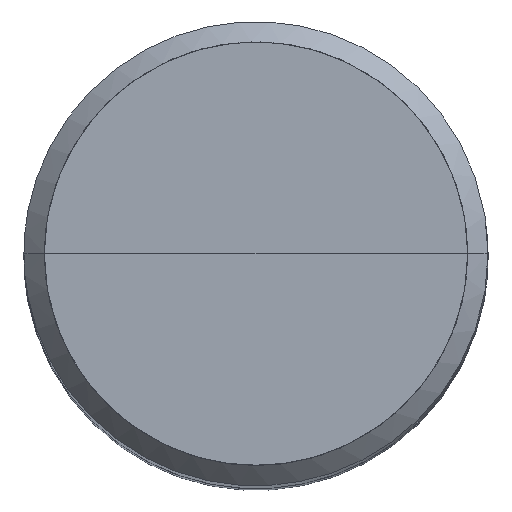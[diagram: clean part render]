
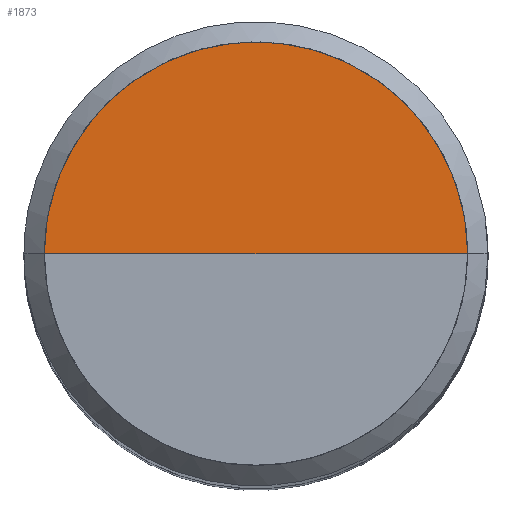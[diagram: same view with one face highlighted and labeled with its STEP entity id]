
A CAD part, top view. The second image highlights one B-rep face of the part: STEP entity #1873.
In plain terms, the highlighted free-form (B-spline) face has degree [1, 2] with [2, 5] control points.
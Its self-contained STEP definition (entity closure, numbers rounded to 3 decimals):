
#1566=CARTESIAN_POINT('',(7.3,0.0,49.8));
#1567=CARTESIAN_POINT('',(7.3,7.3,49.8));
#1568=CARTESIAN_POINT('',(0.0,7.3,49.8));
#1569=CARTESIAN_POINT('',(-7.3,7.3,49.8));
#1570=CARTESIAN_POINT('',(-7.3,0.0,49.8));
#1571=CARTESIAN_POINT('',(0.0,0.0,49.8));
#1858=(
BOUNDED_SURFACE()
B_SPLINE_SURFACE(1,2,(
(#1566,#1567,#1568,#1569,#1570),
(#1571,#1571,#1571,#1571,#1571)
), .UNSPECIFIED.,.F.,.F.,.F.)
B_SPLINE_SURFACE_WITH_KNOTS((2,2),(3,2,3),(
0.0,1.0),(
0.0,0.5,1.0), .UNSPECIFIED.)
GEOMETRIC_REPRESENTATION_ITEM()
RATIONAL_B_SPLINE_SURFACE(((1.0,0.707,1.0,0.707,1.0),
(1.0,0.707,1.0,0.707,1.0)
))
REPRESENTATION_ITEM('')
SURFACE()
);
#1859=(
BOUNDED_CURVE()
B_SPLINE_CURVE(1,(#1571,#1566),.UNSPECIFIED.,.F.,.F.)
B_SPLINE_CURVE_WITH_KNOTS((2,2),
(0.0,1.0),.UNSPECIFIED.)
CURVE()
GEOMETRIC_REPRESENTATION_ITEM()
RATIONAL_B_SPLINE_CURVE((1.0,1.0))
REPRESENTATION_ITEM('')
);
#1860=(
BOUNDED_CURVE()
B_SPLINE_CURVE(2,(#1566,#1567,#1568,#1569,#1570),.UNSPECIFIED.,.F.,.F.)
B_SPLINE_CURVE_WITH_KNOTS((3,2,3),
(0.0,0.5,1.0),.UNSPECIFIED.)
CURVE()
GEOMETRIC_REPRESENTATION_ITEM()
RATIONAL_B_SPLINE_CURVE((1.0,0.707,1.0,0.707,1.0))
REPRESENTATION_ITEM('')
);
#1861=(
BOUNDED_CURVE()
B_SPLINE_CURVE(1,(#1570,#1571),.UNSPECIFIED.,.F.,.F.)
B_SPLINE_CURVE_WITH_KNOTS((2,2),
(0.0,1.0),.UNSPECIFIED.)
CURVE()
GEOMETRIC_REPRESENTATION_ITEM()
RATIONAL_B_SPLINE_CURVE((1.0,1.0))
REPRESENTATION_ITEM('')
);
#1862=VERTEX_POINT('',#1566);
#1863=VERTEX_POINT('',#1570);
#1864=VERTEX_POINT('',#1571);
#1865=EDGE_CURVE('',#1864,#1862,#1859,.T.);
#1866=EDGE_CURVE('',#1862,#1863,#1860,.T.);
#1867=EDGE_CURVE('',#1863,#1864,#1861,.T.);
#1868=ORIENTED_EDGE('',*,*,#1865,.T.);
#1869=ORIENTED_EDGE('',*,*,#1866,.T.);
#1870=ORIENTED_EDGE('',*,*,#1867,.T.);
#1871=EDGE_LOOP('',(#1868,#1869,#1870));
#1872=FACE_OUTER_BOUND('',#1871,.T.);
#1873=ADVANCED_FACE('',(#1872),#1858,.T.);
